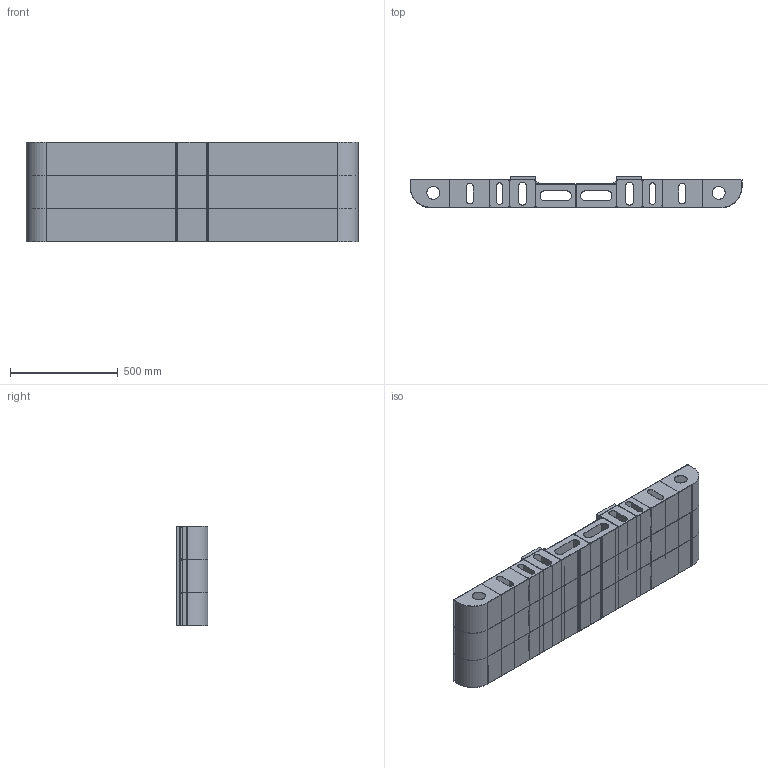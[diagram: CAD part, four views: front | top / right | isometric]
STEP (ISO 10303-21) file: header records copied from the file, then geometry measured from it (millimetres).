
FILE_DESCRIPTION(('FreeCAD Model'),'2;1');
FILE_NAME('Open CASCADE Shape Model','2025-05-03T21:45:24',('FreeCAD'),( 'FreeCAD'),'Open CASCADE STEP processor 7.6','FreeCAD','Unknown');
FILE_SCHEMA(('AUTOMOTIVE_DESIGN { 1 0 10303 214 1 1 1 1 }'));
Length unit declared in the file: millimetre
Products named in the file (1): Open CASCADE STEP translator 7.6 1
Bounding box: 1538.76 x 146.95 x 461.23 mm (x, y, z)
Volume: 6319971.7 mm3; surface area: 6027008 mm2
Topology: 58 solids, 58 shells, 938 faces, 2466 edges, 1644 vertices
Faces by surface type: bspline 938
Entity records: 26474 total; most frequent: CARTESIAN_POINT 11569, ORIENTED_EDGE 4932, EDGE_CURVE 2466, B_SPLINE_CURVE_WITH_KNOTS 2062, VERTEX_POINT 1644, FACE_BOUND 998, EDGE_LOOP 998, ADVANCED_FACE 938
